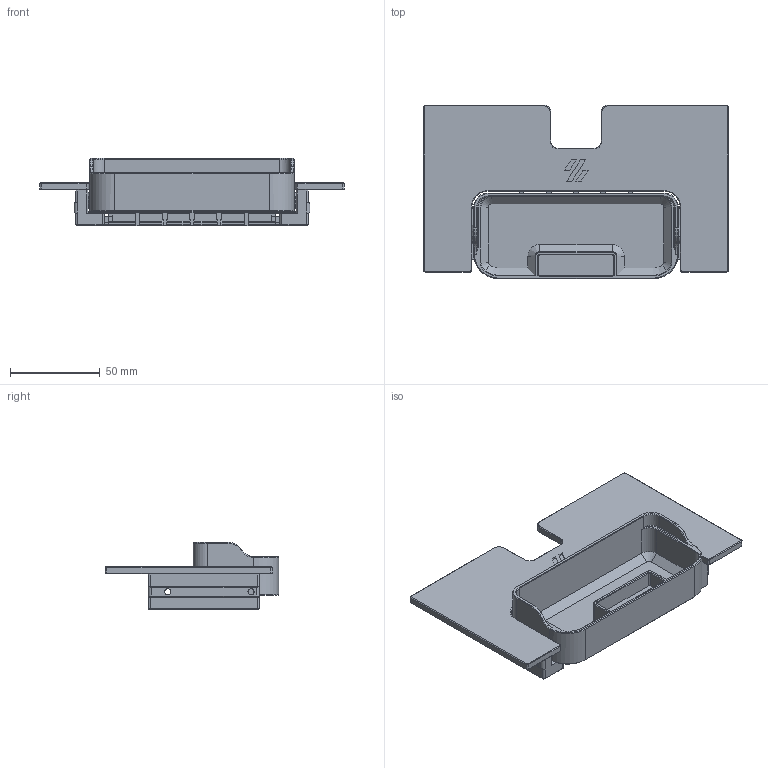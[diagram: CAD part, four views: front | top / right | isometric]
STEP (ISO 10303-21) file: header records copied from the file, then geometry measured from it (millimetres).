
FILE_DESCRIPTION(/* description */ (''),/* implementation_level */ '2;1');
FILE_NAME(/* name */ 'Midnite3DP Bedpan Modification.step',/* time_stamp */ '2023-05-02T19:31:01+12:00',/* author */ (''),/* organization */ (''),/* preprocessor_version */ 'ST-DEVELOPER v19.2',/* originating_system */ 'Autodesk Translation Framework v12.4.0.73',/* authorisation */ '');
FILE_SCHEMA (('AUTOMOTIVE_DESIGN { 1 0 10303 214 3 1 1 }'));
Length unit declared in the file: millimetre
Products named in the file (2): Bedpan Modified; bed wago mount
Assembly tree (1 placements, depth 2):
  Bedpan Modified
    bed wago mount
Bounding box: 169.8 x 96.8 x 37.45 mm (x, y, z)
Volume: 105552.7 mm3; surface area: 72632.7 mm2
Topology: 3 solids, 3 shells, 563 faces, 1471 edges, 916 vertices
Faces by surface type: plane 404, cone 75, cylinder 69, bspline 15
Full cylindrical faces by diameter (mm): 3.4 x5, 6 x4
Entity records: 17373 total; most frequent: CARTESIAN_POINT 3497, ORIENTED_EDGE 2942, DIRECTION 2763, EDGE_CURVE 1471, LINE 1187, VECTOR 1187, VERTEX_POINT 916, AXIS2_PLACEMENT_3D 788
